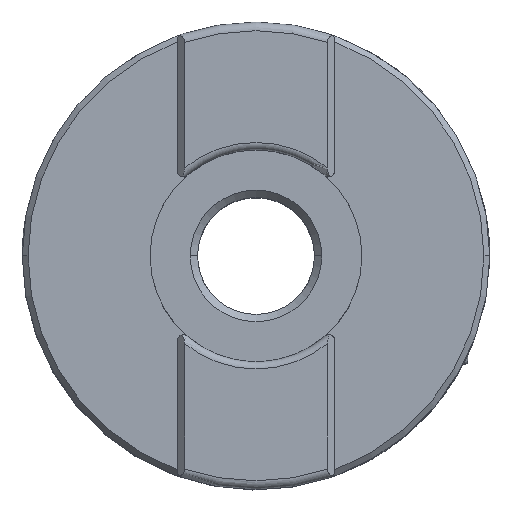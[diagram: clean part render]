
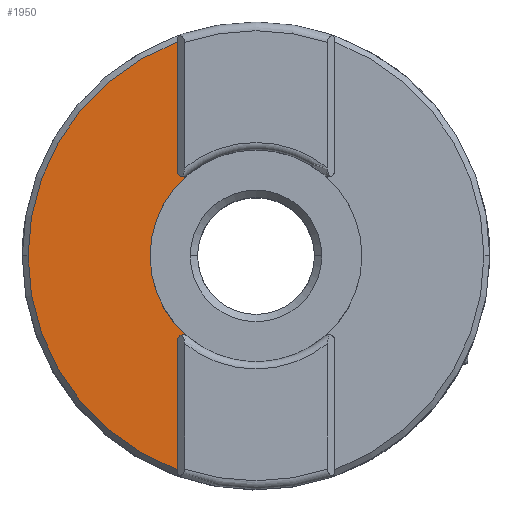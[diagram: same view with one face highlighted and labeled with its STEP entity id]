
A CAD part, top view. The second image highlights one B-rep face of the part: STEP entity #1950.
In plain terms, the highlighted planar face has unit normal (0, 0, 1).
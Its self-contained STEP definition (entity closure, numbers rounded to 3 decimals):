
#21 = ORIENTED_EDGE ( 'NONE', *, *, #1131, .T. ) ;
#39 = VERTEX_POINT ( 'NONE', #3108 ) ;
#55 = CARTESIAN_POINT ( 'NONE',  ( -5.385, -14.641, 14.4 ) ) ;
#72 = EDGE_CURVE ( 'NONE', #1117, #39, #991, .T. ) ;
#129 = CARTESIAN_POINT ( 'NONE',  ( 0., 0., 14.4 ) ) ;
#186 = EDGE_CURVE ( 'NONE', #290, #1165, #3178, .T. ) ;
#201 = CARTESIAN_POINT ( 'NONE',  ( -4.985, -5.803, 14.4 ) ) ;
#209 = FACE_OUTER_BOUND ( 'NONE', #912, .T. ) ;
#281 = ORIENTED_EDGE ( 'NONE', *, *, #72, .T. ) ;
#290 = VERTEX_POINT ( 'NONE', #55 ) ;
#394 = EDGE_CURVE ( 'NONE', #1675, #39, #3312, .T. ) ;
#532 = CARTESIAN_POINT ( 'NONE',  ( -15.6, 0., 14.4 ) ) ;
#584 = DIRECTION ( 'NONE',  ( 1., 0., 0. ) ) ;
#659 = CARTESIAN_POINT ( 'NONE',  ( -5.385, -5.803, 14.4 ) ) ;
#746 = DIRECTION ( 'NONE',  ( 0., 0., -1. ) ) ;
#755 = AXIS2_PLACEMENT_3D ( 'NONE', #1186, #900, #584 ) ;
#793 = CARTESIAN_POINT ( 'NONE',  ( -5.385, 15.067, 14.4 ) ) ;
#819 = DIRECTION ( 'NONE',  ( 1., 0., 0. ) ) ;
#872 = AXIS2_PLACEMENT_3D ( 'NONE', #2428, #1038, #819 ) ;
#896 = CARTESIAN_POINT ( 'NONE',  ( -4.724, -5.499, 14.4 ) ) ;
#900 = DIRECTION ( 'NONE',  ( 0., 0., -1. ) ) ;
#907 = AXIS2_PLACEMENT_3D ( 'NONE', #1534, #1261, #2342 ) ;
#912 = EDGE_LOOP ( 'NONE', ( #3038, #1921, #21, #1717, #1461, #281, #3253, #970 ) ) ;
#970 = ORIENTED_EDGE ( 'NONE', *, *, #2464, .F. ) ;
#991 = LINE ( 'NONE', #793, #3013 ) ;
#1012 = DIRECTION ( 'NONE',  ( 0., 0., -1. ) ) ;
#1038 = DIRECTION ( 'NONE',  ( 0., 0., 1. ) ) ;
#1055 = DIRECTION ( 'NONE',  ( 0., 0., -1. ) ) ;
#1068 = CARTESIAN_POINT ( 'NONE',  ( -7.25, 0., 14.4 ) ) ;
#1117 = VERTEX_POINT ( 'NONE', #3239 ) ;
#1131 = EDGE_CURVE ( 'NONE', #1580, #1545, #3257, .T. ) ;
#1165 = VERTEX_POINT ( 'NONE', #659 ) ;
#1186 = CARTESIAN_POINT ( 'NONE',  ( 0., 0., 14.4 ) ) ;
#1245 = EDGE_CURVE ( 'NONE', #1165, #1580, #1331, .T. ) ;
#1261 = DIRECTION ( 'NONE',  ( 0., 0., -1. ) ) ;
#1331 = CIRCLE ( 'NONE', #3311, 0.4 ) ;
#1348 = CARTESIAN_POINT ( 'NONE',  ( -4.724, 5.499, 14.4 ) ) ;
#1352 = EDGE_CURVE ( 'NONE', #1545, #2595, #2411, .T. ) ;
#1461 = ORIENTED_EDGE ( 'NONE', *, *, #3284, .T. ) ;
#1534 = CARTESIAN_POINT ( 'NONE',  ( 0., 0., 14.4 ) ) ;
#1545 = VERTEX_POINT ( 'NONE', #1068 ) ;
#1580 = VERTEX_POINT ( 'NONE', #896 ) ;
#1582 = PLANE ( 'NONE',  #872 ) ;
#1675 = VERTEX_POINT ( 'NONE', #532 ) ;
#1717 = ORIENTED_EDGE ( 'NONE', *, *, #1352, .T. ) ;
#1820 = DIRECTION ( 'NONE',  ( 0., 1., 0. ) ) ;
#1915 = CARTESIAN_POINT ( 'NONE',  ( -4.985, 5.803, 14.4 ) ) ;
#1921 = ORIENTED_EDGE ( 'NONE', *, *, #1245, .T. ) ;
#1950 = ADVANCED_FACE ( 'NONE', ( #209 ), #1582, .T. ) ;
#2032 = CARTESIAN_POINT ( 'NONE',  ( 0., 0., 14.4 ) ) ;
#2106 = DIRECTION ( 'NONE',  ( 1., 0., 0. ) ) ;
#2124 = CIRCLE ( 'NONE', #2296, 0.4 ) ;
#2230 = AXIS2_PLACEMENT_3D ( 'NONE', #2032, #1012, #3409 ) ;
#2296 = AXIS2_PLACEMENT_3D ( 'NONE', #1915, #1055, #2972 ) ;
#2336 = VECTOR ( 'NONE', #2933, 1000. ) ;
#2342 = DIRECTION ( 'NONE',  ( 1., 0., 0. ) ) ;
#2382 = DIRECTION ( 'NONE',  ( 0., 0., -1. ) ) ;
#2411 = CIRCLE ( 'NONE', #2230, 7.25 ) ;
#2428 = CARTESIAN_POINT ( 'NONE',  ( 0., 0., 14.4 ) ) ;
#2464 = EDGE_CURVE ( 'NONE', #290, #1675, #3522, .T. ) ;
#2520 = AXIS2_PLACEMENT_3D ( 'NONE', #129, #746, #3379 ) ;
#2595 = VERTEX_POINT ( 'NONE', #1348 ) ;
#2626 = CARTESIAN_POINT ( 'NONE',  ( -5.385, 15.067, 14.4 ) ) ;
#2933 = DIRECTION ( 'NONE',  ( 0., 1., 0. ) ) ;
#2972 = DIRECTION ( 'NONE',  ( 1., 0., 0. ) ) ;
#3013 = VECTOR ( 'NONE', #1820, 1000. ) ;
#3038 = ORIENTED_EDGE ( 'NONE', *, *, #186, .T. ) ;
#3108 = CARTESIAN_POINT ( 'NONE',  ( -5.385, 14.641, 14.4 ) ) ;
#3178 = LINE ( 'NONE', #2626, #2336 ) ;
#3239 = CARTESIAN_POINT ( 'NONE',  ( -5.385, 5.803, 14.4 ) ) ;
#3253 = ORIENTED_EDGE ( 'NONE', *, *, #394, .F. ) ;
#3257 = CIRCLE ( 'NONE', #755, 7.25 ) ;
#3284 = EDGE_CURVE ( 'NONE', #2595, #1117, #2124, .T. ) ;
#3311 = AXIS2_PLACEMENT_3D ( 'NONE', #201, #2382, #2106 ) ;
#3312 = CIRCLE ( 'NONE', #2520, 15.6 ) ;
#3379 = DIRECTION ( 'NONE',  ( 1., 0., 0. ) ) ;
#3409 = DIRECTION ( 'NONE',  ( 1., 0., 0. ) ) ;
#3522 = CIRCLE ( 'NONE', #907, 15.6 ) ;
